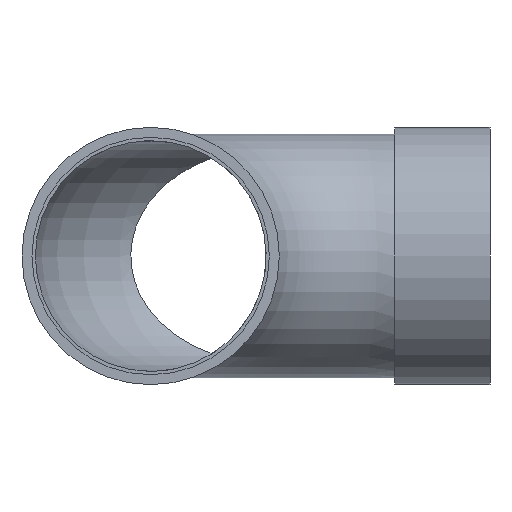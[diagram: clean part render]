
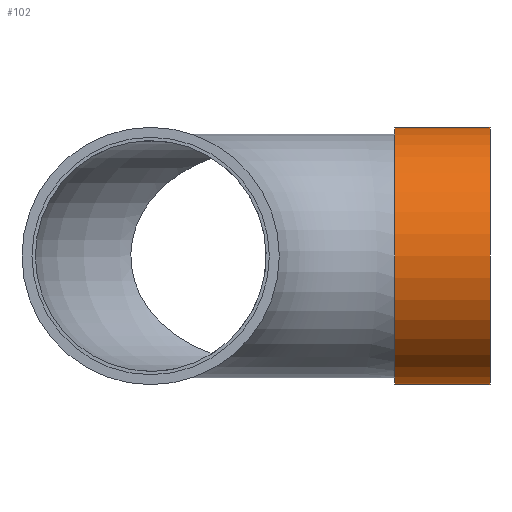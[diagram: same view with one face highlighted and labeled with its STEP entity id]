
A CAD part, left-side view. The second image highlights one B-rep face of the part: STEP entity #102.
In plain terms, the highlighted cylindrical face has radius 58 mm (diameter 116 mm), a full revolution.
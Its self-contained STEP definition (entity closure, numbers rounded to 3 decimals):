
#102 = ADVANCED_FACE( '', ( #211, #212 ), #213, .T. );
#211 = FACE_OUTER_BOUND( '', #317, .T. );
#212 = FACE_OUTER_BOUND( '', #318, .T. );
#213 = CYLINDRICAL_SURFACE( '', #319, 58. );
#317 = EDGE_LOOP( '', ( #448 ) );
#318 = EDGE_LOOP( '', ( #449 ) );
#319 = AXIS2_PLACEMENT_3D( '', #450, #451, #452 );
#448 = ORIENTED_EDGE( '', *, *, #525, .T. );
#449 = ORIENTED_EDGE( '', *, *, #513, .F. );
#450 = CARTESIAN_POINT( '', ( 0., 0., 0. ) );
#451 = DIRECTION( '', ( 0., 1., 0. ) );
#452 = DIRECTION( '', ( 0., 0., -1. ) );
#513 = EDGE_CURVE( '', #575, #575, #576, .T. );
#525 = EDGE_CURVE( '', #594, #594, #595, .T. );
#575 = VERTEX_POINT( '', #650 );
#576 = CIRCLE( '', #651, 58. );
#594 = VERTEX_POINT( '', #896 );
#595 = CIRCLE( '', #897, 58. );
#650 = CARTESIAN_POINT( '', ( 0., 0., -58. ) );
#651 = AXIS2_PLACEMENT_3D( '', #1448, #1449, #1450 );
#896 = CARTESIAN_POINT( '', ( 0., 43., -58. ) );
#897 = AXIS2_PLACEMENT_3D( '', #1466, #1467, #1468 );
#1448 = CARTESIAN_POINT( '', ( 0., 0., 0. ) );
#1449 = DIRECTION( '', ( 0., -1., 0. ) );
#1450 = DIRECTION( '', ( 0., 0., -1. ) );
#1466 = CARTESIAN_POINT( '', ( 0., 43., 0. ) );
#1467 = DIRECTION( '', ( 0., -1., 0. ) );
#1468 = DIRECTION( '', ( 0., 0., -1. ) );
